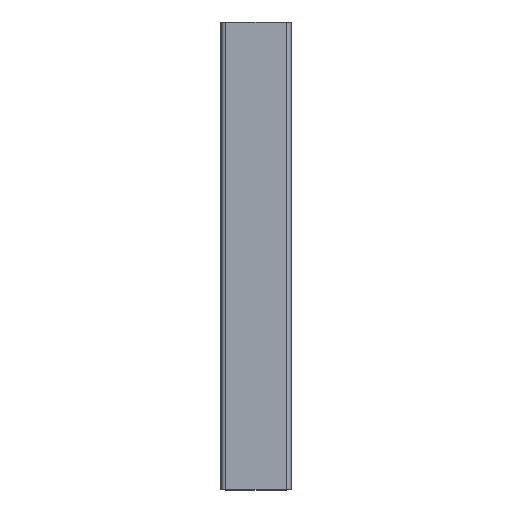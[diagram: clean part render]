
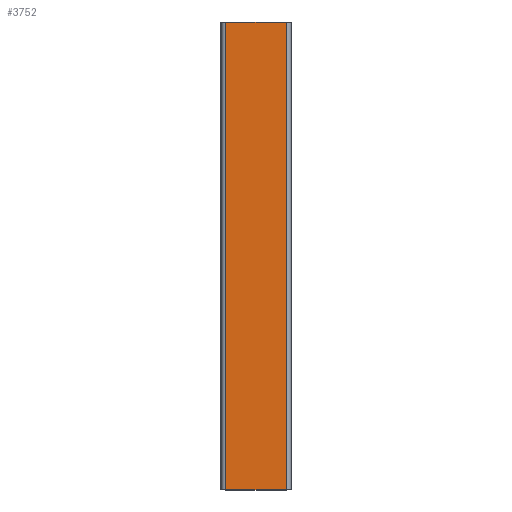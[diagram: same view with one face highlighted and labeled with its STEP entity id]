
A CAD part, top view. The second image highlights one B-rep face of the part: STEP entity #3752.
In plain terms, the highlighted face is planar.
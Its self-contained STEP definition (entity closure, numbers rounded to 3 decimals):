
#850 = VECTOR ( 'NONE', #2680, 1000. ) ;
#867 = VECTOR ( 'NONE', #2749, 1000. ) ;
#886 = VECTOR ( 'NONE', #2766, 1000. ) ;
#887 = VECTOR ( 'NONE', #2710, 1000. ) ;
#1458 = EDGE_LOOP ( 'NONE', ( #3603, #3558, #3605, #3553 ) ) ;
#1525 = VERTEX_POINT ( 'NONE', #3658 ) ;
#1527 = VERTEX_POINT ( 'NONE', #3649 ) ;
#1530 = VERTEX_POINT ( 'NONE', #3650 ) ;
#1554 = VERTEX_POINT ( 'NONE', #3677 ) ;
#2552 = AXIS2_PLACEMENT_3D ( 'NONE', #4510, #4498, #4514 ) ;
#2586 = LINE ( 'NONE', #2634, #850 ) ;
#2634 = CARTESIAN_POINT ( 'NONE',  ( 19.5, 22.5, 0. ) ) ;
#2680 = DIRECTION ( 'NONE',  ( -1., 0., 0. ) ) ;
#2710 = DIRECTION ( 'NONE',  ( -1., 0., 0. ) ) ;
#2728 = CARTESIAN_POINT ( 'NONE',  ( 19.5, 22.5, -300. ) ) ;
#2733 = LINE ( 'NONE', #2728, #887 ) ;
#2735 = LINE ( 'NONE', #2739, #867 ) ;
#2739 = CARTESIAN_POINT ( 'NONE',  ( 19.5, 22.5, -300. ) ) ;
#2749 = DIRECTION ( 'NONE',  ( 0., 0., 1. ) ) ;
#2752 = CARTESIAN_POINT ( 'NONE',  ( -19.5, 22.5, -300. ) ) ;
#2765 = LINE ( 'NONE', #2752, #886 ) ;
#2766 = DIRECTION ( 'NONE',  ( 0., 0., 1. ) ) ;
#3553 = ORIENTED_EDGE ( 'NONE', *, *, #4048, .T. ) ;
#3558 = ORIENTED_EDGE ( 'NONE', *, *, #4042, .F. ) ;
#3603 = ORIENTED_EDGE ( 'NONE', *, *, #3994, .F. ) ;
#3605 = ORIENTED_EDGE ( 'NONE', *, *, #4028, .T. ) ;
#3649 = CARTESIAN_POINT ( 'NONE',  ( 19.5, 22.5, -300. ) ) ;
#3650 = CARTESIAN_POINT ( 'NONE',  ( -19.5, 22.5, 0. ) ) ;
#3658 = CARTESIAN_POINT ( 'NONE',  ( -19.5, 22.5, -300. ) ) ;
#3677 = CARTESIAN_POINT ( 'NONE',  ( 19.5, 22.5, 0. ) ) ;
#3752 = ADVANCED_FACE ( 'PLANAR_1', ( #4508 ), #4512, .T. ) ;
#3994 = EDGE_CURVE ( 'NONE', #1554, #1530, #2586, .T. ) ;
#4028 = EDGE_CURVE ( 'NONE', #1527, #1525, #2733, .T. ) ;
#4042 = EDGE_CURVE ( 'NONE', #1527, #1554, #2735, .T. ) ;
#4048 = EDGE_CURVE ( 'NONE', #1525, #1530, #2765, .T. ) ;
#4498 = DIRECTION ( 'NONE',  ( 0., 1., 0. ) ) ;
#4508 = FACE_OUTER_BOUND ( 'NONE', #1458, .T. ) ;
#4510 = CARTESIAN_POINT ( 'NONE',  ( 19.5, 22.5, -300. ) ) ;
#4512 = PLANE ( 'NONE',  #2552 ) ;
#4514 = DIRECTION ( 'NONE',  ( 0., 0., 1. ) ) ;
